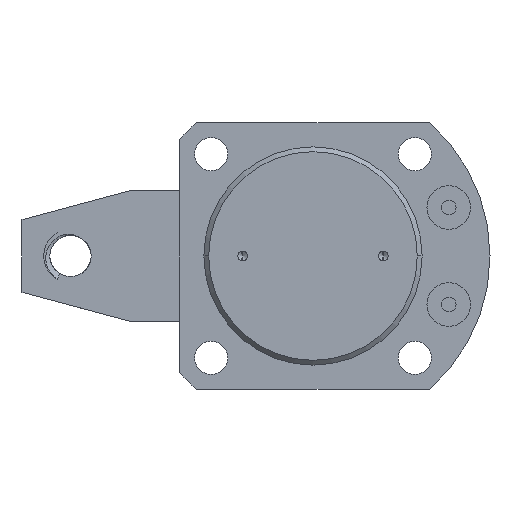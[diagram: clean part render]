
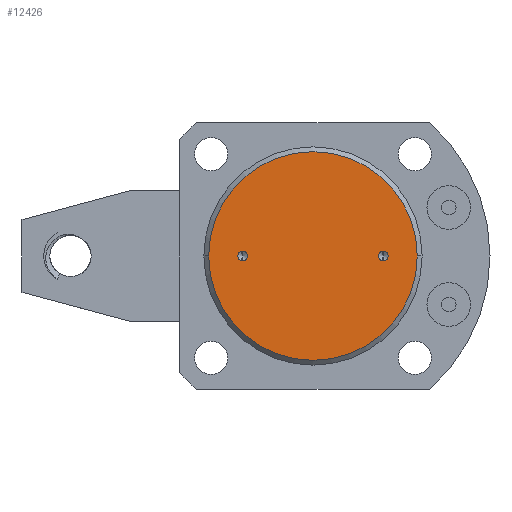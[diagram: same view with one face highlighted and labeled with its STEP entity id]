
A CAD part, front view. The second image highlights one B-rep face of the part: STEP entity #12426.
In plain terms, the highlighted planar face has unit normal (0, -1, 0).
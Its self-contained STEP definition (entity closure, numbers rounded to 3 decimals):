
#8 = ORIENTED_EDGE ( 'NONE', *, *, #8002, .T. ) ;
#420 = EDGE_CURVE ( 'NONE', #6192, #12855, #1359, .T. ) ;
#561 = EDGE_CURVE ( 'NONE', #12855, #6192, #11228, .T. ) ;
#833 = ORIENTED_EDGE ( 'NONE', *, *, #5894, .T. ) ;
#1320 = CARTESIAN_POINT ( 'NONE',  ( 0., -54., 0. ) ) ;
#1359 = CIRCLE ( 'NONE', #5218, 1. ) ;
#1566 = CARTESIAN_POINT ( 'NONE',  ( -14.5, -54., 0. ) ) ;
#1583 = AXIS2_PLACEMENT_3D ( 'NONE', #2453, #8625, #11697 ) ;
#2453 = CARTESIAN_POINT ( 'NONE',  ( 0., -54., 0. ) ) ;
#2775 = DIRECTION ( 'NONE',  ( 0., 0., -1. ) ) ;
#3244 = CARTESIAN_POINT ( 'NONE',  ( -21.758, -54., 21.758 ) ) ;
#3730 = CARTESIAN_POINT ( 'NONE',  ( 21.5, -54., 0. ) ) ;
#3780 = VERTEX_POINT ( 'NONE', #5763 ) ;
#4110 = AXIS2_PLACEMENT_3D ( 'NONE', #3244, #4262, #8337 ) ;
#4262 = DIRECTION ( 'NONE',  ( 0., -1., 0. ) ) ;
#4415 = EDGE_LOOP ( 'NONE', ( #8, #7238 ) ) ;
#4546 = DIRECTION ( 'NONE',  ( 0., 1., 0. ) ) ;
#4627 = CIRCLE ( 'NONE', #7274, 1. ) ;
#4665 = CARTESIAN_POINT ( 'NONE',  ( 14.5, -54., 0. ) ) ;
#4751 = DIRECTION ( 'NONE',  ( 0., 1., 0. ) ) ;
#4816 = VERTEX_POINT ( 'NONE', #3730 ) ;
#4913 = EDGE_CURVE ( 'NONE', #4816, #8829, #10372, .T. ) ;
#5176 = FACE_BOUND ( 'NONE', #12204, .T. ) ;
#5218 = AXIS2_PLACEMENT_3D ( 'NONE', #1566, #4546, #9646 ) ;
#5343 = EDGE_LOOP ( 'NONE', ( #9414, #5873 ) ) ;
#5600 = CIRCLE ( 'NONE', #1583, 21.5 ) ;
#5655 = AXIS2_PLACEMENT_3D ( 'NONE', #4665, #4751, #8674 ) ;
#5763 = CARTESIAN_POINT ( 'NONE',  ( 14.5, -54., -1. ) ) ;
#5873 = ORIENTED_EDGE ( 'NONE', *, *, #561, .T. ) ;
#5894 = EDGE_CURVE ( 'NONE', #10121, #3780, #4627, .T. ) ;
#5931 = CARTESIAN_POINT ( 'NONE',  ( 14.5, -54., 0. ) ) ;
#5964 = DIRECTION ( 'NONE',  ( 0., 0., -1. ) ) ;
#6143 = CIRCLE ( 'NONE', #5655, 1. ) ;
#6192 = VERTEX_POINT ( 'NONE', #10092 ) ;
#6202 = CARTESIAN_POINT ( 'NONE',  ( 14.5, -54., 1. ) ) ;
#6464 = FACE_BOUND ( 'NONE', #5343, .T. ) ;
#6705 = CARTESIAN_POINT ( 'NONE',  ( -21.5, -54., 0. ) ) ;
#7238 = ORIENTED_EDGE ( 'NONE', *, *, #4913, .T. ) ;
#7274 = AXIS2_PLACEMENT_3D ( 'NONE', #5931, #13033, #2775 ) ;
#7357 = DIRECTION ( 'NONE',  ( 0., -1., 0. ) ) ;
#7449 = PLANE ( 'NONE',  #4110 ) ;
#8002 = EDGE_CURVE ( 'NONE', #8829, #4816, #5600, .T. ) ;
#8337 = DIRECTION ( 'NONE',  ( 0., 0., -1. ) ) ;
#8625 = DIRECTION ( 'NONE',  ( 0., -1., 0. ) ) ;
#8674 = DIRECTION ( 'NONE',  ( 0., 0., -1. ) ) ;
#8829 = VERTEX_POINT ( 'NONE', #6705 ) ;
#9003 = DIRECTION ( 'NONE',  ( 0., 1., 0. ) ) ;
#9414 = ORIENTED_EDGE ( 'NONE', *, *, #420, .T. ) ;
#9646 = DIRECTION ( 'NONE',  ( 0., 0., -1. ) ) ;
#9838 = AXIS2_PLACEMENT_3D ( 'NONE', #1320, #7357, #11468 ) ;
#9970 = FACE_OUTER_BOUND ( 'NONE', #4415, .T. ) ;
#10092 = CARTESIAN_POINT ( 'NONE',  ( -14.5, -54., -1. ) ) ;
#10121 = VERTEX_POINT ( 'NONE', #6202 ) ;
#10372 = CIRCLE ( 'NONE', #9838, 21.5 ) ;
#10646 = CARTESIAN_POINT ( 'NONE',  ( -14.5, -54., 0. ) ) ;
#11145 = CARTESIAN_POINT ( 'NONE',  ( -14.5, -54., 1. ) ) ;
#11228 = CIRCLE ( 'NONE', #11796, 1. ) ;
#11468 = DIRECTION ( 'NONE',  ( -1., 0., 0. ) ) ;
#11697 = DIRECTION ( 'NONE',  ( -1., 0., 0. ) ) ;
#11796 = AXIS2_PLACEMENT_3D ( 'NONE', #10646, #9003, #5964 ) ;
#12204 = EDGE_LOOP ( 'NONE', ( #13014, #833 ) ) ;
#12426 = ADVANCED_FACE ( 'NONE', ( #5176, #6464, #9970 ), #7449, .T. ) ;
#12855 = VERTEX_POINT ( 'NONE', #11145 ) ;
#13014 = ORIENTED_EDGE ( 'NONE', *, *, #13174, .T. ) ;
#13033 = DIRECTION ( 'NONE',  ( 0., 1., 0. ) ) ;
#13174 = EDGE_CURVE ( 'NONE', #3780, #10121, #6143, .T. ) ;
